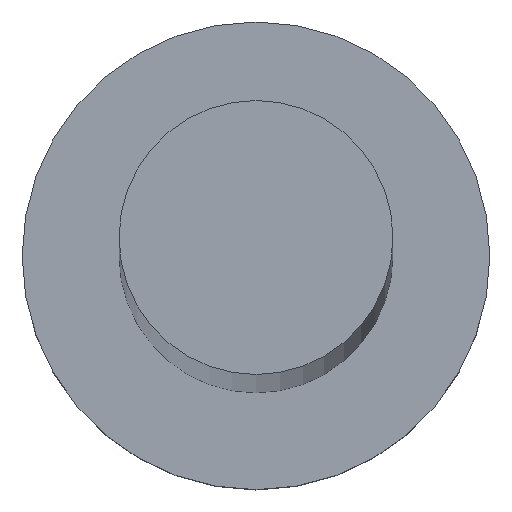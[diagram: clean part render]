
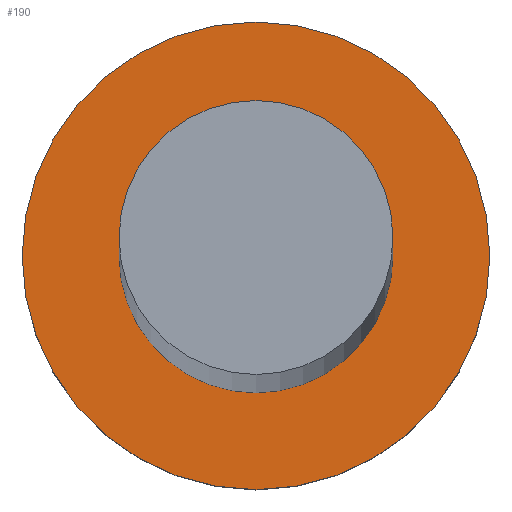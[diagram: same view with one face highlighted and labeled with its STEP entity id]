
A CAD part, top view. The second image highlights one B-rep face of the part: STEP entity #190.
In plain terms, the highlighted planar face has unit normal (0, 0, 1).
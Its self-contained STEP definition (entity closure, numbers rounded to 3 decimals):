
#1 = DIRECTION ( 'NONE',  ( 1., 0., 0. ) ) ;
#2 = DIRECTION ( 'NONE',  ( 0., 0., 1. ) ) ;
#3 = CIRCLE ( 'NONE', #140, 7. ) ;
#21 = CARTESIAN_POINT ( 'NONE',  ( 0., 0., 5. ) ) ;
#24 = CARTESIAN_POINT ( 'NONE',  ( 0., 0., 5. ) ) ;
#25 = CARTESIAN_POINT ( 'NONE',  ( 7., 0., 5. ) ) ;
#33 = VERTEX_POINT ( 'NONE', #117 ) ;
#43 = CIRCLE ( 'NONE', #96, 4.1 ) ;
#45 = PLANE ( 'NONE',  #62 ) ;
#54 = CARTESIAN_POINT ( 'NONE',  ( 0., 0., 5. ) ) ;
#57 = EDGE_CURVE ( 'NONE', #182, #95, #221, .T. ) ;
#62 = AXIS2_PLACEMENT_3D ( 'NONE', #184, #2, #253 ) ;
#73 = AXIS2_PLACEMENT_3D ( 'NONE', #54, #202, #183 ) ;
#77 = VERTEX_POINT ( 'NONE', #250 ) ;
#80 = ORIENTED_EDGE ( 'NONE', *, *, #86, .F. ) ;
#86 = EDGE_CURVE ( 'NONE', #77, #33, #100, .T. ) ;
#95 = VERTEX_POINT ( 'NONE', #186 ) ;
#96 = AXIS2_PLACEMENT_3D ( 'NONE', #227, #244, #191 ) ;
#99 = ORIENTED_EDGE ( 'NONE', *, *, #57, .T. ) ;
#100 = CIRCLE ( 'NONE', #131, 4.1 ) ;
#101 = ORIENTED_EDGE ( 'NONE', *, *, #238, .F. ) ;
#106 = FACE_BOUND ( 'NONE', #136, .T. ) ;
#117 = CARTESIAN_POINT ( 'NONE',  ( 4.1, 0., 5. ) ) ;
#119 = EDGE_CURVE ( 'NONE', #95, #182, #3, .T. ) ;
#131 = AXIS2_PLACEMENT_3D ( 'NONE', #21, #206, #234 ) ;
#136 = EDGE_LOOP ( 'NONE', ( #80, #101 ) ) ;
#140 = AXIS2_PLACEMENT_3D ( 'NONE', #24, #254, #1 ) ;
#162 = ORIENTED_EDGE ( 'NONE', *, *, #119, .T. ) ;
#182 = VERTEX_POINT ( 'NONE', #25 ) ;
#183 = DIRECTION ( 'NONE',  ( 1., 0., 0. ) ) ;
#184 = CARTESIAN_POINT ( 'NONE',  ( 0., 0., 5. ) ) ;
#186 = CARTESIAN_POINT ( 'NONE',  ( -7., 0., 5. ) ) ;
#187 = FACE_OUTER_BOUND ( 'NONE', #251, .T. ) ;
#190 = ADVANCED_FACE ( 'NONE', ( #106, #187 ), #45, .T. ) ;
#191 = DIRECTION ( 'NONE',  ( 1., 0., 0. ) ) ;
#202 = DIRECTION ( 'NONE',  ( 0., 0., 1. ) ) ;
#206 = DIRECTION ( 'NONE',  ( 0., 0., 1. ) ) ;
#221 = CIRCLE ( 'NONE', #73, 7. ) ;
#227 = CARTESIAN_POINT ( 'NONE',  ( 0., 0., 5. ) ) ;
#234 = DIRECTION ( 'NONE',  ( 1., 0., 0. ) ) ;
#238 = EDGE_CURVE ( 'NONE', #33, #77, #43, .T. ) ;
#244 = DIRECTION ( 'NONE',  ( 0., 0., 1. ) ) ;
#250 = CARTESIAN_POINT ( 'NONE',  ( -4.1, 0., 5. ) ) ;
#251 = EDGE_LOOP ( 'NONE', ( #162, #99 ) ) ;
#253 = DIRECTION ( 'NONE',  ( 1., 0., 0. ) ) ;
#254 = DIRECTION ( 'NONE',  ( 0., 0., 1. ) ) ;
